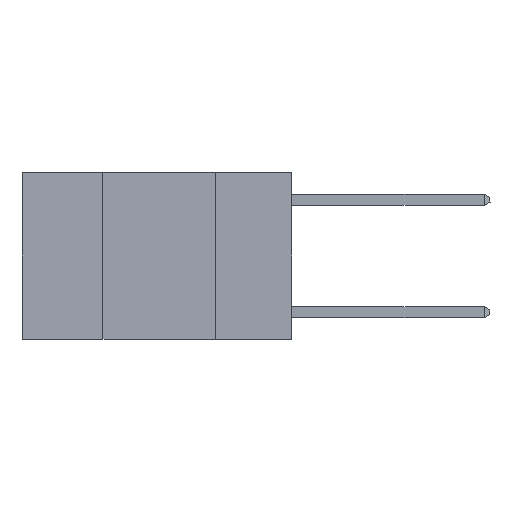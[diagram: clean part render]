
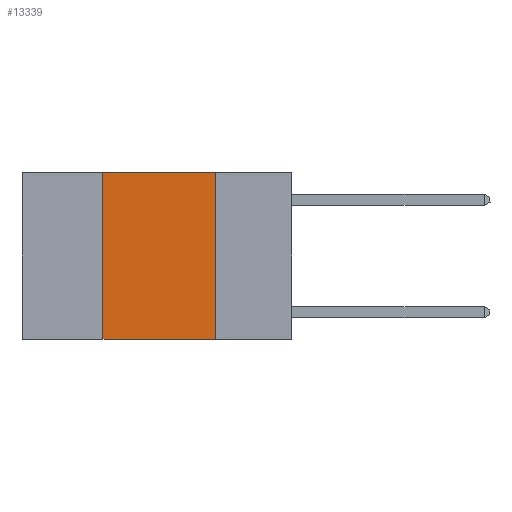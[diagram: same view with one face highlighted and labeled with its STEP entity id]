
A CAD part, left-side view. The second image highlights one B-rep face of the part: STEP entity #13339.
In plain terms, the highlighted planar face has unit normal (-1, 0, 0).
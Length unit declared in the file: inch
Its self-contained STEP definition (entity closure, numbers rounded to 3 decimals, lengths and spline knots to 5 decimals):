
#671 = LINE ( 'NONE', #3048, #6254 ) ;
#1796 = CARTESIAN_POINT ( 'NONE',  ( 0., 0.17, 0. ) ) ;
#1905 = LINE ( 'NONE', #1977, #13436 ) ;
#1977 = CARTESIAN_POINT ( 'NONE',  ( 0., 0.6, 0. ) ) ;
#2200 = CARTESIAN_POINT ( 'NONE',  ( 0., 0.6, -0.37 ) ) ;
#3048 = CARTESIAN_POINT ( 'NONE',  ( 0., 0.17, 0. ) ) ;
#3339 = DIRECTION ( 'NONE',  ( 0., -1., 0. ) ) ;
#3713 = DIRECTION ( 'NONE',  ( 0., 0., -1. ) ) ;
#5118 = ORIENTED_EDGE ( 'NONE', *, *, #8725, .F. ) ;
#5187 = EDGE_CURVE ( 'NONE', #10583, #13554, #1905, .T. ) ;
#5218 = ORIENTED_EDGE ( 'NONE', *, *, #5187, .F. ) ;
#5869 = CARTESIAN_POINT ( 'NONE',  ( 0., 0.6, 0. ) ) ;
#6254 = VECTOR ( 'NONE', #7368, 39.37008 ) ;
#7048 = EDGE_CURVE ( 'NONE', #7659, #10684, #13317, .T. ) ;
#7111 = FACE_OUTER_BOUND ( 'NONE', #7867, .T. ) ;
#7368 = DIRECTION ( 'NONE',  ( 0., 0., -1. ) ) ;
#7533 = LINE ( 'NONE', #13189, #12907 ) ;
#7659 = VERTEX_POINT ( 'NONE', #14103 ) ;
#7867 = EDGE_LOOP ( 'NONE', ( #5118, #5218, #10554, #10033 ) ) ;
#8725 = EDGE_CURVE ( 'NONE', #13554, #10684, #671, .T. ) ;
#10033 = ORIENTED_EDGE ( 'NONE', *, *, #7048, .T. ) ;
#10133 = DIRECTION ( 'NONE',  ( 1., 0., 0. ) ) ;
#10176 = CARTESIAN_POINT ( 'NONE',  ( 0., 0.42, 0. ) ) ;
#10405 = EDGE_CURVE ( 'NONE', #7659, #10583, #7533, .T. ) ;
#10554 = ORIENTED_EDGE ( 'NONE', *, *, #10405, .F. ) ;
#10583 = VERTEX_POINT ( 'NONE', #10176 ) ;
#10684 = VERTEX_POINT ( 'NONE', #12483 ) ;
#10848 = AXIS2_PLACEMENT_3D ( 'NONE', #5869, #10133, #3713 ) ;
#10977 = DIRECTION ( 'NONE',  ( 0., 0., 1. ) ) ;
#12483 = CARTESIAN_POINT ( 'NONE',  ( 0., 0.17, -0.37 ) ) ;
#12783 = DIRECTION ( 'NONE',  ( 0., -1., 0. ) ) ;
#12907 = VECTOR ( 'NONE', #10977, 39.37008 ) ;
#12988 = VECTOR ( 'NONE', #3339, 39.37008 ) ;
#13189 = CARTESIAN_POINT ( 'NONE',  ( 0., 0.42, 0. ) ) ;
#13317 = LINE ( 'NONE', #2200, #12988 ) ;
#13339 = ADVANCED_FACE ( 'NONE', ( #7111 ), #13356, .F. ) ;
#13356 = PLANE ( 'NONE',  #10848 ) ;
#13436 = VECTOR ( 'NONE', #12783, 39.37008 ) ;
#13554 = VERTEX_POINT ( 'NONE', #1796 ) ;
#14103 = CARTESIAN_POINT ( 'NONE',  ( 0., 0.42, -0.37 ) ) ;
